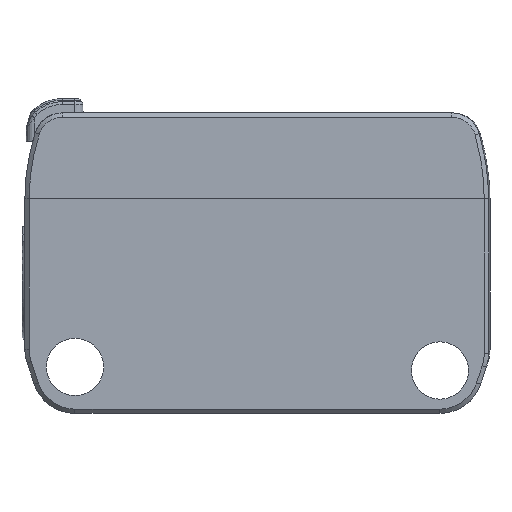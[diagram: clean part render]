
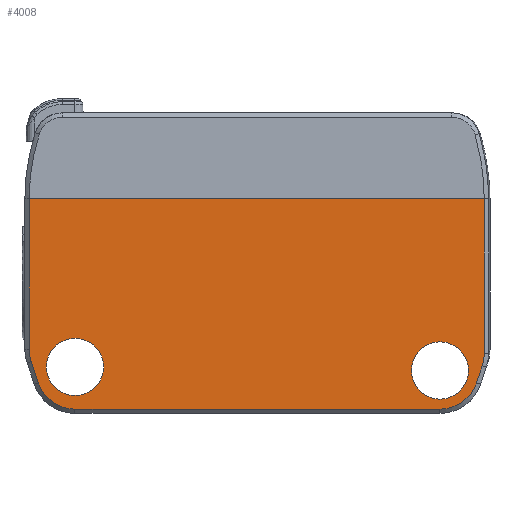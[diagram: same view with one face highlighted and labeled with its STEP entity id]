
A CAD part, left-side view. The second image highlights one B-rep face of the part: STEP entity #4008.
In plain terms, the highlighted face is planar.
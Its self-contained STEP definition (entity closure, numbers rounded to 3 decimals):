
#168=CARTESIAN_POINT('',(12.1,10.,-6.1));
#169=DIRECTION('',(0.,0.,1.));
#170=DIRECTION('',(1.,0.,0.));
#171=AXIS2_PLACEMENT_3D('',#168,#169,#170);
#176=CARTESIAN_POINT('',(12.1,10.,-6.1));
#177=DIRECTION('',(0.,0.,1.));
#178=DIRECTION('',(-1.,0.,0.));
#179=AXIS2_PLACEMENT_3D('',#176,#177,#178);
#184=CARTESIAN_POINT('',(-13.4,9.75,-6.1));
#185=DIRECTION('',(0.,0.,1.));
#186=DIRECTION('',(1.,0.,0.));
#187=AXIS2_PLACEMENT_3D('',#184,#185,#186);
#192=CARTESIAN_POINT('',(-13.4,9.75,-6.1));
#193=DIRECTION('',(0.,0.,1.));
#194=DIRECTION('',(-1.,0.,0.));
#195=AXIS2_PLACEMENT_3D('',#192,#193,#194);
#200=DIRECTION('',(1.,0.,0.));
#201=VECTOR('',#200,31.794);
#202=CARTESIAN_POINT('',(-16.6,-2.,-6.1));
#203=LINE('',#202,#201);
#221=CARTESIAN_POINT('',(15.194,8.81,-6.1));
#222=CARTESIAN_POINT('',(15.194,8.843,-6.1));
#223=CARTESIAN_POINT('',(15.193,8.94,-6.1));
#224=CARTESIAN_POINT('',(15.18,9.134,-6.1));
#225=CARTESIAN_POINT('',(15.144,9.36,-6.1));
#226=CARTESIAN_POINT('',(15.097,9.548,-6.1));
#227=CARTESIAN_POINT('',(15.068,9.641,-6.1));
#228=CARTESIAN_POINT('',(15.058,9.672,-6.1));
#252=DIRECTION('',(0.,1.,0.));
#253=VECTOR('',#252,10.81);
#254=CARTESIAN_POINT('',(15.194,-2.,-6.1));
#255=LINE('',#254,#253);
#834=DIRECTION('',(0.,1.,0.));
#835=VECTOR('',#834,10.51);
#836=CARTESIAN_POINT('',(-16.6,-2.,-6.1));
#837=LINE('',#836,#835);
#862=CARTESIAN_POINT('',(-13.9,8.51,-6.1));
#863=DIRECTION('',(0.,0.,1.));
#864=DIRECTION('',(-0.948,0.318,0.));
#865=AXIS2_PLACEMENT_3D('',#862,#863,#864);
#885=DIRECTION('',(0.318,0.948,0.));
#886=VECTOR('',#885,1.572);
#887=CARTESIAN_POINT('',(-16.46,9.369,-6.1));
#888=LINE('',#887,#886);
#906=CARTESIAN_POINT('',(-13.4,10.,-6.1));
#907=DIRECTION('',(0.,0.,-1.));
#908=DIRECTION('',(-0.948,0.318,0.));
#909=AXIS2_PLACEMENT_3D('',#906,#907,#908);
#936=DIRECTION('',(-1.,0.,0.));
#937=VECTOR('',#936,25.5);
#938=CARTESIAN_POINT('',(12.1,12.7,-6.1));
#939=LINE('',#938,#937);
#1170=CARTESIAN_POINT('',(12.1,10.,-6.1));
#1171=DIRECTION('',(0.,0.,1.));
#1172=DIRECTION('',(0.948,0.318,0.));
#1173=AXIS2_PLACEMENT_3D('',#1170,#1171,#1172);
#1193=DIRECTION('',(-0.318,0.948,0.));
#1194=VECTOR('',#1193,1.252);
#1195=CARTESIAN_POINT('',(15.058,9.672,-6.1));
#1196=LINE('',#1195,#1194);
#3498=CARTESIAN_POINT('',(14.1,10.,-6.1));
#3499=CARTESIAN_POINT('',(10.1,10.,-6.1));
#3500=VERTEX_POINT('',#3498);
#3501=VERTEX_POINT('',#3499);
#3502=CARTESIAN_POINT('',(-11.4,9.75,-6.1));
#3503=CARTESIAN_POINT('',(-15.4,9.75,-6.1));
#3504=VERTEX_POINT('',#3502);
#3505=VERTEX_POINT('',#3503);
#3800=CARTESIAN_POINT('',(15.194,-2.,-6.1));
#3801=CARTESIAN_POINT('',(15.194,8.81,-6.1));
#3802=VERTEX_POINT('',#3800);
#3803=VERTEX_POINT('',#3801);
#3808=VERTEX_POINT('',#228);
#3810=CARTESIAN_POINT('',(14.66,10.859,-6.1));
#3811=VERTEX_POINT('',#3810);
#3814=CARTESIAN_POINT('',(12.1,12.7,-6.1));
#3815=VERTEX_POINT('',#3814);
#3820=CARTESIAN_POINT('',(-13.4,12.7,-6.1));
#3821=VERTEX_POINT('',#3820);
#3822=CARTESIAN_POINT('',(-15.96,10.859,-6.1));
#3823=VERTEX_POINT('',#3822);
#3826=CARTESIAN_POINT('',(-16.46,9.369,-6.1));
#3827=VERTEX_POINT('',#3826);
#3830=CARTESIAN_POINT('',(-16.6,8.51,-6.1));
#3831=VERTEX_POINT('',#3830);
#3834=CARTESIAN_POINT('',(-16.6,-2.,-6.1));
#3835=VERTEX_POINT('',#3834);
#3971=CARTESIAN_POINT('',(-0.65,0.,-6.1));
#3972=DIRECTION('',(0.,0.,1.));
#3973=DIRECTION('',(1.,0.,0.));
#3974=AXIS2_PLACEMENT_3D('',#3971,#3972,#3973);
#3975=PLANE('',#3974);
#3977=ORIENTED_EDGE('',*,*,#3976,.T.);
#3979=ORIENTED_EDGE('',*,*,#3978,.T.);
#3981=ORIENTED_EDGE('',*,*,#3980,.T.);
#3983=ORIENTED_EDGE('',*,*,#3982,.T.);
#3985=ORIENTED_EDGE('',*,*,#3984,.F.);
#3987=ORIENTED_EDGE('',*,*,#3986,.F.);
#3989=ORIENTED_EDGE('',*,*,#3988,.T.);
#3991=ORIENTED_EDGE('',*,*,#3990,.F.);
#3993=ORIENTED_EDGE('',*,*,#3992,.T.);
#3995=ORIENTED_EDGE('',*,*,#3994,.T.);
#3996=EDGE_LOOP('',(#3977,#3979,#3981,#3983,#3985,#3987,#3989,#3991,#3993,
#3995));
#3997=FACE_OUTER_BOUND('',#3996,.F.);
#3998=ORIENTED_EDGE('',*,*,#3950,.F.);
#3999=ORIENTED_EDGE('',*,*,#3964,.F.);
#4000=EDGE_LOOP('',(#3998,#3999));
#4001=FACE_BOUND('',#4000,.F.);
#4003=ORIENTED_EDGE('',*,*,#4002,.F.);
#4005=ORIENTED_EDGE('',*,*,#4004,.F.);
#4006=EDGE_LOOP('',(#4003,#4005));
#4007=FACE_BOUND('',#4006,.F.);
#4008=ADVANCED_FACE('',(#3997,#4001,#4007),#3975,.F.);
#172=CIRCLE('',#171,2.);
#180=CIRCLE('',#179,2.);
#188=CIRCLE('',#187,2.);
#196=CIRCLE('',#195,2.);
#229=B_SPLINE_CURVE_WITH_KNOTS('',3,(#221,#222,#223,#224,#225,#226,#227,#228),
.UNSPECIFIED.,.F.,.F.,(4,1,1,1,1,4),(0.,0.111,0.333,
0.667,0.889,1.),.UNSPECIFIED.);
#866=CIRCLE('',#865,2.7);
#910=CIRCLE('',#909,2.7);
#1174=CIRCLE('',#1173,2.7);
#3950=EDGE_CURVE('',#3500,#3501,#172,.T.);
#3964=EDGE_CURVE('',#3501,#3500,#180,.T.);
#3976=EDGE_CURVE('',#3803,#3808,#229,.T.);
#3978=EDGE_CURVE('',#3808,#3811,#1196,.T.);
#3980=EDGE_CURVE('',#3811,#3815,#1174,.T.);
#3982=EDGE_CURVE('',#3815,#3821,#939,.T.);
#3984=EDGE_CURVE('',#3823,#3821,#910,.T.);
#3986=EDGE_CURVE('',#3827,#3823,#888,.T.);
#3988=EDGE_CURVE('',#3827,#3831,#866,.T.);
#3990=EDGE_CURVE('',#3835,#3831,#837,.T.);
#3992=EDGE_CURVE('',#3835,#3802,#203,.T.);
#3994=EDGE_CURVE('',#3802,#3803,#255,.T.);
#4002=EDGE_CURVE('',#3504,#3505,#188,.T.);
#4004=EDGE_CURVE('',#3505,#3504,#196,.T.);
